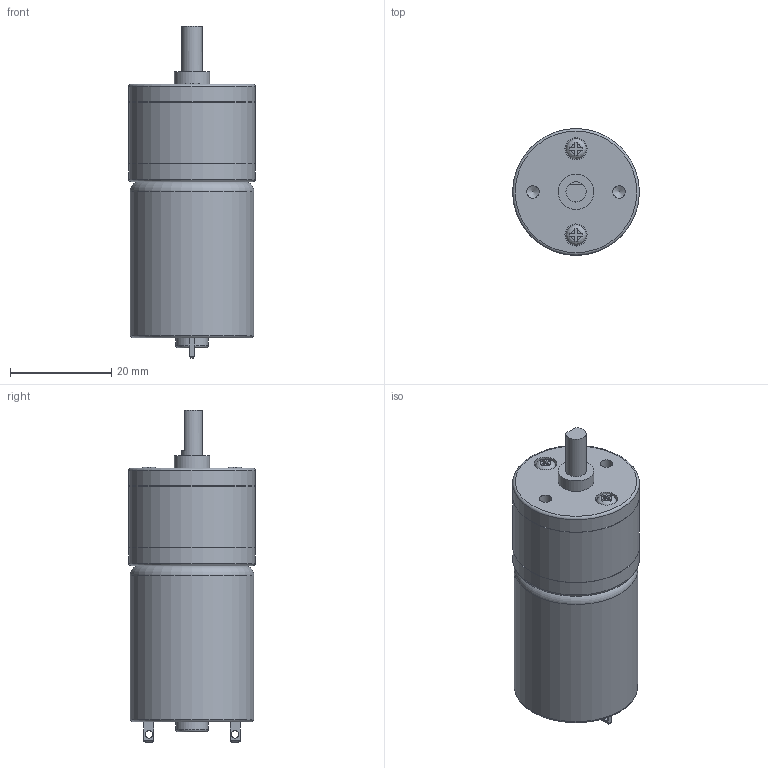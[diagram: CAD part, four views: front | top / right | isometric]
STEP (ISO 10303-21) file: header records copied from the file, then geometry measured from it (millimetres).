
FILE_DESCRIPTION(/* description */ (''),/* implementation_level */ '2;1');
FILE_NAME(/* name */ '25ga-370-280-rpm-dc Motor.stp',/* time_stamp */ '2021-08-06T19:05:22+06:00',/* author */ ('Admin'),/* organization */ (''),/* preprocessor_version */ 'ST-DEVELOPER v18.1',/* originating_system */ 'Autodesk Inventor 2020',/* authorisation */ '');
FILE_SCHEMA (('AUTOMOTIVE_DESIGN { 1 0 10303 214 3 1 1 }'));
Length unit declared in the file: millimetre
Products named in the file (1): 25ga-370-280-rpm-dc Motor
Bounding box: 25 x 25 x 65.5 mm (x, y, z)
Volume: 23875.7 mm3; surface area: 6539.6 mm2
Topology: 7 solids, 9 shells, 106 faces, 258 edges, 176 vertices
Faces by surface type: plane 70, cylinder 23, torus 7, cone 4, bspline 2
Full cylindrical faces by diameter (mm): 1.5 x2, 2.4 x2, 2.459 x2, 4 x3, 4.4 x2, 6.5 x1, 7 x1, 24.4 x1, 24.5 x2, 25 x3
Entity records: 3294 total; most frequent: CARTESIAN_POINT 683, DIRECTION 539, ORIENTED_EDGE 508, EDGE_CURVE 254, AXIS2_PLACEMENT_3D 208, VERTEX_POINT 176, LINE 123, VECTOR 123
